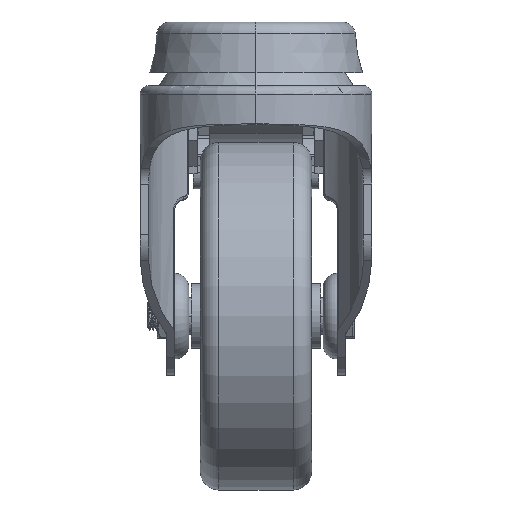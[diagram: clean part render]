
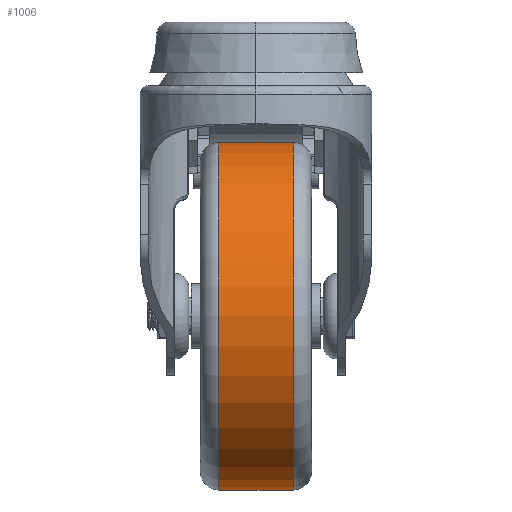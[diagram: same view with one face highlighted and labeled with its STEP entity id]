
A CAD part, left-side view. The second image highlights one B-rep face of the part: STEP entity #1006.
In plain terms, the highlighted cylindrical face has radius 37.5 mm (diameter 75 mm), a partial arc.
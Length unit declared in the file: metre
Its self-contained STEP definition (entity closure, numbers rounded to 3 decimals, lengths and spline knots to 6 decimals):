
#1006=ADVANCED_FACE('1:917',(#2121),#2122,.T.);
#2121=FACE_OUTER_BOUND('',#6748,.T.);
#2122=CYLINDRICAL_SURFACE('',#6749,0.0375);
#6748=EDGE_LOOP('',(#17763,#17764,#17765,#17766));
#6749=AXIS2_PLACEMENT_3D('',#17767,#17768,#17769);
#17763=ORIENTED_EDGE('',*,*,#20582,.F.);
#17764=ORIENTED_EDGE('',*,*,#20583,.T.);
#17765=ORIENTED_EDGE('',*,*,#20584,.F.);
#17766=ORIENTED_EDGE('',*,*,#20585,.F.);
#17767=CARTESIAN_POINT('',(0.0,0.,0.0));
#17768=DIRECTION('',(0.0,-1.0,0.0));
#17769=DIRECTION('',(0.0,0.0,1.0));
#20582=EDGE_CURVE('',#22912,#22907,#22913,.T.);
#20583=EDGE_CURVE('1:932',#22912,#22914,#22915,.T.);
#20584=EDGE_CURVE('',#22904,#22914,#22916,.T.);
#20585=EDGE_CURVE('1:938',#22907,#22904,#22917,.T.);
#22904=VERTEX_POINT('',#27207);
#22907=VERTEX_POINT('',#27210);
#22912=VERTEX_POINT('',#27215);
#22913=LINE('',#27216,#27217);
#22914=VERTEX_POINT('',#27218);
#22915=CIRCLE('',#27219,0.0375);
#22916=LINE('',#27220,#27221);
#22917=CIRCLE('',#27222,0.0375);
#27207=CARTESIAN_POINT('',(0.,-0.008,-0.0375));
#27210=CARTESIAN_POINT('',(0.0,-0.008,0.0375));
#27215=CARTESIAN_POINT('',(0.0,0.008,0.0375));
#27216=CARTESIAN_POINT('',(0.,0.,0.0375));
#27217=VECTOR('',#39059,1.0);
#27218=CARTESIAN_POINT('',(0.,0.008,-0.0375));
#27219=AXIS2_PLACEMENT_3D('',#39060,#39061,#39062);
#27220=CARTESIAN_POINT('',(0.,0.,-0.0375));
#27221=VECTOR('',#39063,1.0);
#27222=AXIS2_PLACEMENT_3D('',#39064,#39065,#39066);
#39059=DIRECTION('',(0.0,-1.0,0.0));
#39060=CARTESIAN_POINT('',(0.0,0.008,0.0));
#39061=DIRECTION('',(0.0,-1.0,0.0));
#39062=DIRECTION('',(0.0,0.0,1.0));
#39063=DIRECTION('',(-0.0,1.0,-0.0));
#39064=CARTESIAN_POINT('',(0.0,-0.008,0.0));
#39065=DIRECTION('',(0.0,-1.0,0.0));
#39066=DIRECTION('',(0.0,0.0,1.0));
